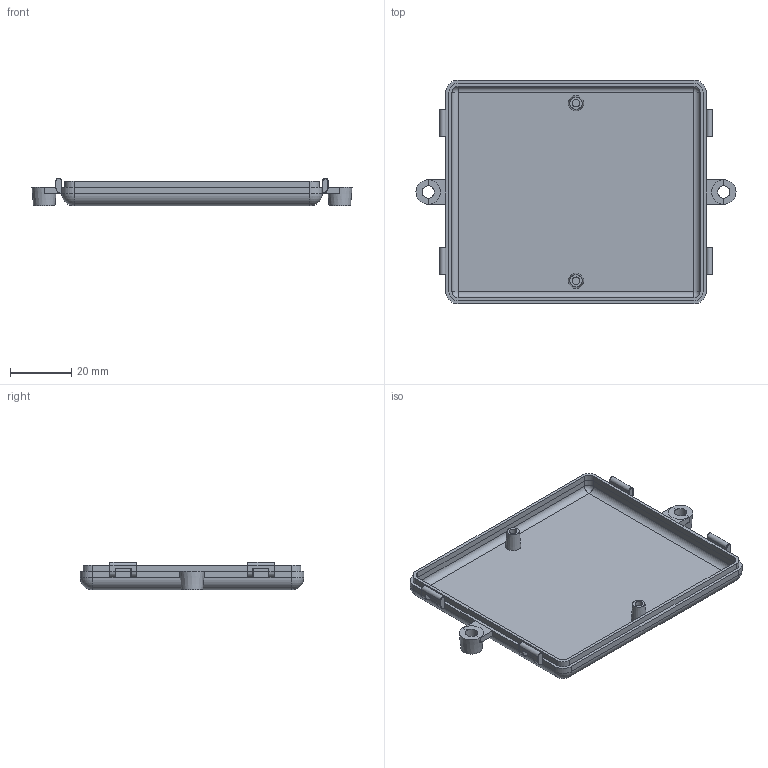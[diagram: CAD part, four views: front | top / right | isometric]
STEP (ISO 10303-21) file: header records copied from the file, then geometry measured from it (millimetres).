
FILE_DESCRIPTION(('FreeCAD Model'),'2;1');
FILE_NAME('Open CASCADE Shape Model','2024-06-30T22:25:39',('Author'),( ''),'Open CASCADE STEP processor 7.6','FreeCAD','Unknown');
FILE_SCHEMA(('AUTOMOTIVE_DESIGN { 1 0 10303 214 1 1 1 1 }'));
Length unit declared in the file: millimetre
Products named in the file (1): Bottom
Bounding box: 104.5 x 73 x 9 mm (x, y, z)
Volume: 15425.3 mm3; surface area: 17074.6 mm2
Topology: 1 solids, 1 shells, 188 faces, 456 edges, 258 vertices
Faces by surface type: plane 80, cylinder 72, torus 24, sphere 8, cone 4
Full cylindrical faces by diameter (mm): 2.5 x2, 4 x2
Entity records: 5434 total; most frequent: DIRECTION 994, CARTESIAN_POINT 967, ORIENTED_EDGE 896, EDGE_CURVE 448, AXIS2_PLACEMENT_3D 365, LINE 264, VECTOR 264, VERTEX_POINT 258
